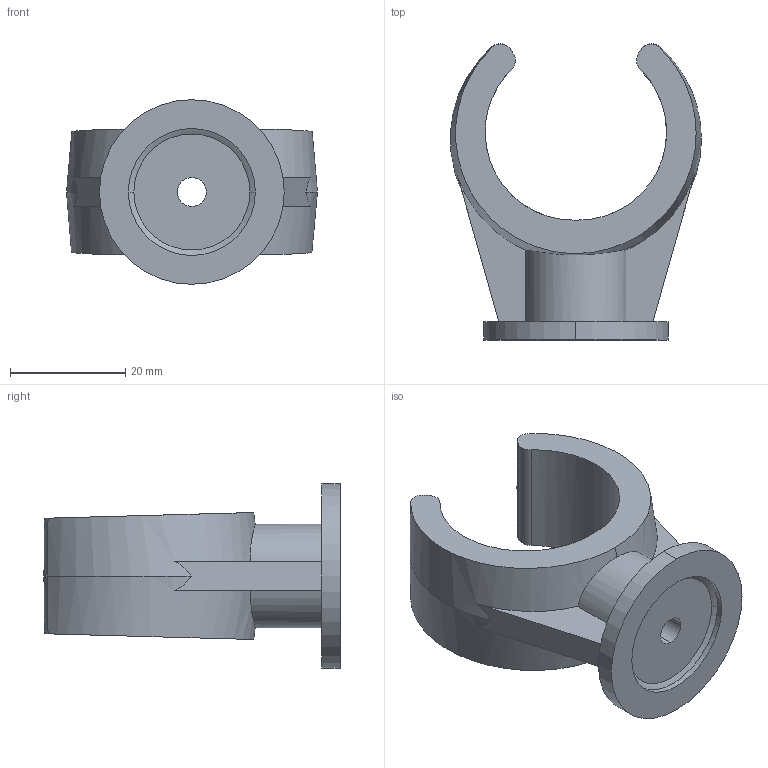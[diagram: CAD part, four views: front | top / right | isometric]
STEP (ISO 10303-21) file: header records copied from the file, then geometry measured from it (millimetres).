
FILE_DESCRIPTION (( 'STEP AP214' ), '1' );
FILE_NAME ('2140357.stp', '2018-11-26T08:20:47', ( '' ), ( '' ), 'SwSTEP 2.0', 'SolidWorks 2018', '' );
FILE_SCHEMA (( 'AUTOMOTIVE_DESIGN' ));
Length unit declared in the file: millimetre
Products named in the file (1): 2140357
Bounding box: 43.47 x 51.34 x 32 mm (x, y, z)
Volume: 15803.6 mm3; surface area: 7968.8 mm2
Topology: 1 solids, 1 shells, 43 faces, 113 edges, 74 vertices
Faces by surface type: plane 16, cylinder 15, bspline 8, torus 2, cone 2
Entity records: 3099 total; most frequent: CARTESIAN_POINT 2088, ORIENTED_EDGE 226, DIRECTION 161, EDGE_CURVE 113, VERTEX_POINT 74, AXIS2_PLACEMENT_3D 61, EDGE_LOOP 47, ADVANCED_FACE 43
